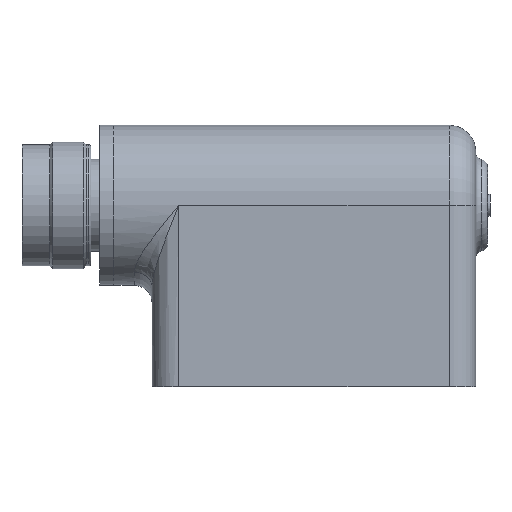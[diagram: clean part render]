
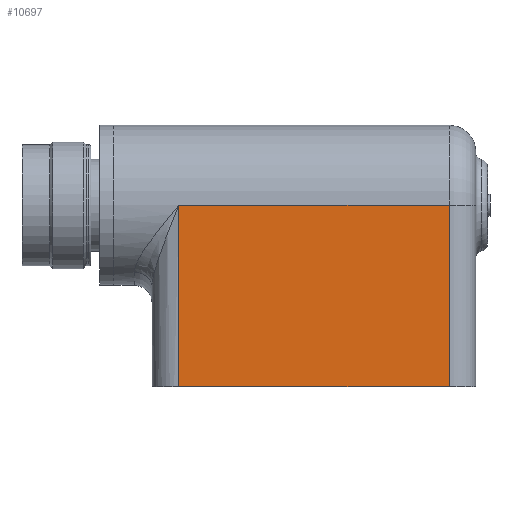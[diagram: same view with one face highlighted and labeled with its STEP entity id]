
A CAD part, left-side view. The second image highlights one B-rep face of the part: STEP entity #10697.
In plain terms, the highlighted planar face has unit normal (-1, 0, 0).
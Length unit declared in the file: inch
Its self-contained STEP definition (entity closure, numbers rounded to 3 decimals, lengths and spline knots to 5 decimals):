
#97 = DIRECTION ( 'NONE',  ( 0., -1., 0. ) ) ;
#140 = CARTESIAN_POINT ( 'NONE',  ( -1.125, 0.375, 0. ) ) ;
#369 = VECTOR ( 'NONE', #951, 39.37008 ) ;
#415 = CARTESIAN_POINT ( 'NONE',  ( -1.125, 0.375, 0. ) ) ;
#918 = VERTEX_POINT ( 'NONE', #2016 ) ;
#951 = DIRECTION ( 'NONE',  ( 0., 0., -1. ) ) ;
#1252 = EDGE_CURVE ( 'NONE', #918, #3675, #5958, .T. ) ;
#1765 = CARTESIAN_POINT ( 'NONE',  ( -1.125, 4.175, -2.55 ) ) ;
#1815 = CARTESIAN_POINT ( 'NONE',  ( -1.125, 0.375, -2.55 ) ) ;
#2016 = CARTESIAN_POINT ( 'NONE',  ( -1.125, 4.175, 0. ) ) ;
#2275 = ORIENTED_EDGE ( 'NONE', *, *, #1252, .T. ) ;
#2790 = DIRECTION ( 'NONE',  ( 0., -1., 0. ) ) ;
#3325 = EDGE_CURVE ( 'NONE', #8118, #7329, #6748, .T. ) ;
#3604 = PLANE ( 'NONE',  #10549 ) ;
#3675 = VERTEX_POINT ( 'NONE', #7649 ) ;
#4121 = LINE ( 'NONE', #10772, #7405 ) ;
#4294 = ORIENTED_EDGE ( 'NONE', *, *, #6427, .F. ) ;
#4307 = CARTESIAN_POINT ( 'NONE',  ( -1.125, 4.55, 0. ) ) ;
#4457 = CARTESIAN_POINT ( 'NONE',  ( -1.125, 4.55, 0. ) ) ;
#4465 = EDGE_LOOP ( 'NONE', ( #8733, #9928, #4294, #2275 ) ) ;
#4600 = VECTOR ( 'NONE', #2790, 39.37008 ) ;
#5133 = FACE_OUTER_BOUND ( 'NONE', #4465, .T. ) ;
#5284 = LINE ( 'NONE', #4457, #4600 ) ;
#5958 = LINE ( 'NONE', #1765, #369 ) ;
#6019 = DIRECTION ( 'NONE',  ( 1., 0., 0. ) ) ;
#6427 = EDGE_CURVE ( 'NONE', #918, #7329, #5284, .T. ) ;
#6748 = LINE ( 'NONE', #140, #10826 ) ;
#7329 = VERTEX_POINT ( 'NONE', #415 ) ;
#7405 = VECTOR ( 'NONE', #97, 39.37008 ) ;
#7649 = CARTESIAN_POINT ( 'NONE',  ( -1.125, 4.175, -2.55 ) ) ;
#7867 = DIRECTION ( 'NONE',  ( 0., 0., -1. ) ) ;
#8118 = VERTEX_POINT ( 'NONE', #1815 ) ;
#8510 = EDGE_CURVE ( 'NONE', #3675, #8118, #4121, .T. ) ;
#8733 = ORIENTED_EDGE ( 'NONE', *, *, #8510, .T. ) ;
#9928 = ORIENTED_EDGE ( 'NONE', *, *, #3325, .T. ) ;
#10174 = DIRECTION ( 'NONE',  ( 0., 0., 1. ) ) ;
#10549 = AXIS2_PLACEMENT_3D ( 'NONE', #4307, #6019, #7867 ) ;
#10697 = ADVANCED_FACE ( 'NONE', ( #5133 ), #3604, .F. ) ;
#10772 = CARTESIAN_POINT ( 'NONE',  ( -1.125, 4.55, -2.55 ) ) ;
#10826 = VECTOR ( 'NONE', #10174, 39.37008 ) ;
